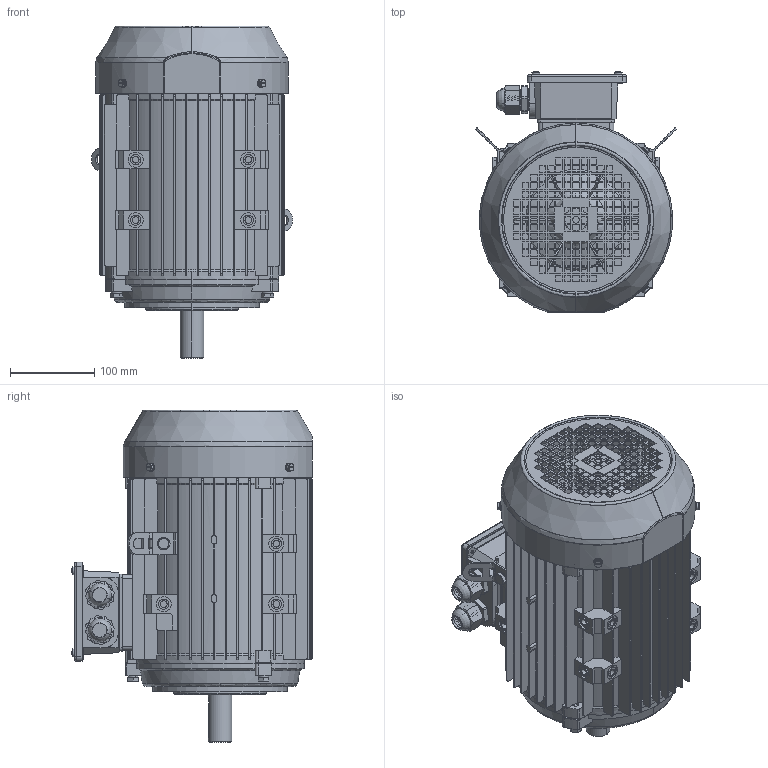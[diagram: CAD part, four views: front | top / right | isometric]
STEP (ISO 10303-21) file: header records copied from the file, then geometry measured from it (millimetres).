
FILE_DESCRIPTION (( 'STEP AP203' ), '1' );
FILE_NAME ('JL3-112-B14A.step', '2018-12-14T08:49:21', ( '' ), ( '' ), 'SwSTEP 2.0', 'SolidWorks 2018', '' );
FILE_SCHEMA (( 'CONFIG_CONTROL_DESIGN' ));
Length unit declared in the file: millimetre
Products named in the file (1): JL3-112-B14A
Bounding box: 239.33 x 286.65 x 395 mm (x, y, z)
Volume: 2597733.8 mm3; surface area: 1185166.2 mm2
Topology: 49 solids, 49 shells, 4033 faces, 11078 edges, 7175 vertices
Faces by surface type: cylinder 1688, plane 1651, bspline 446, cone 220, torus 20, sphere 8
Entity records: 166719 total; most frequent: CARTESIAN_POINT 64770, ORIENTED_EDGE 22028, DIRECTION 20718, EDGE_CURVE 11014, AXIS2_PLACEMENT_3D 7530, VERTEX_POINT 7171, LINE 5658, VECTOR 5658
